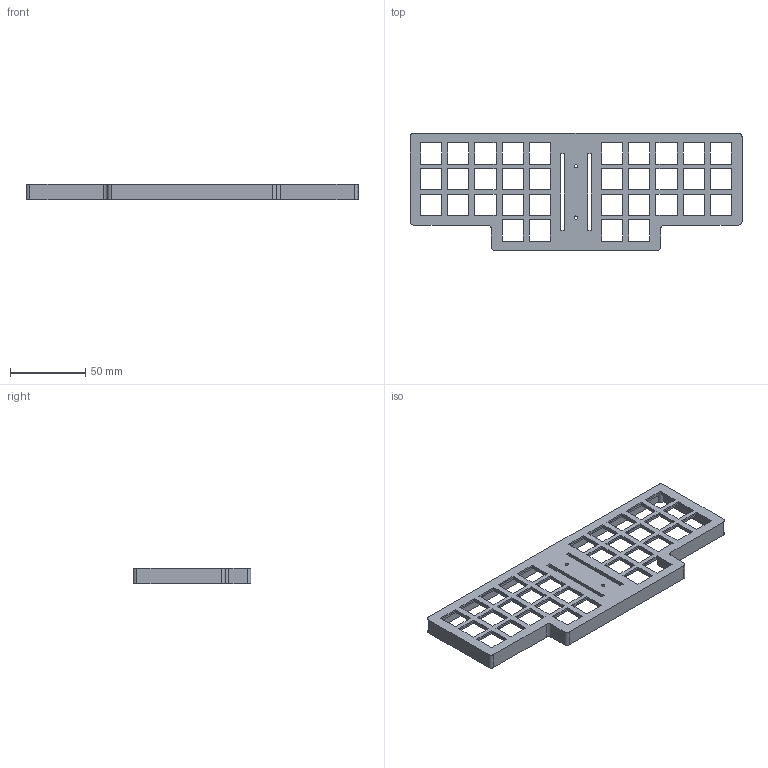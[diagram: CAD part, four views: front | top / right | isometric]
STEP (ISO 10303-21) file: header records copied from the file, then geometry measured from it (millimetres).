
FILE_DESCRIPTION(('HOOPS Exchange Step'),'2;1');
FILE_NAME('temp_export','2023-06-10T13:25:14-04:00',('jscotto'),('Shapr3D Limited'),'HOOPS Exchange 2022.2','Shapr3D','Authorized');
FILE_SCHEMA( ('AUTOMOTIVE_DESIGN { 1 0 10303 214 1 1 1 1 }') );
Length unit declared in the file: millimetre
Products named in the file (1): Case
Bounding box: 220 x 78 x 10.5 mm (x, y, z)
Volume: 42831 mm3; surface area: 33958.5 mm2
Topology: 1 solids, 1 shells, 370 faces, 1006 edges, 668 vertices
Faces by surface type: plane 348, cylinder 22
Full cylindrical faces by diameter (mm): 2.2 x2, 3.6 x6
Entity records: 11648 total; most frequent: CARTESIAN_POINT 2045, ORIENTED_EDGE 2012, DIRECTION 1814, EDGE_CURVE 1006, VECTOR 940, LINE 940, VERTEX_POINT 668, EDGE_LOOP 476
